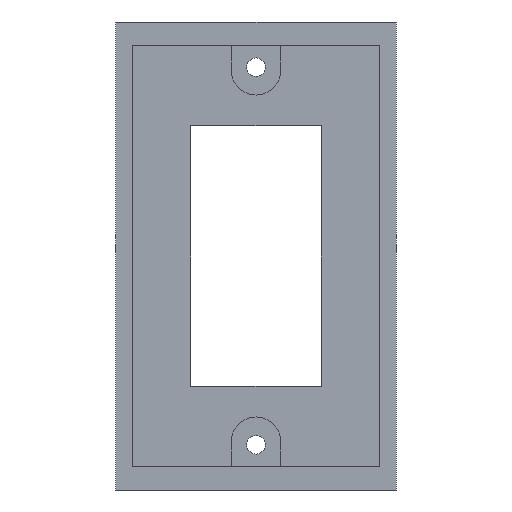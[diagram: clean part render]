
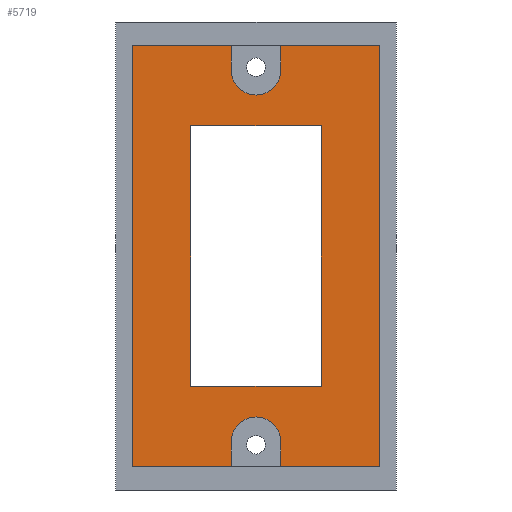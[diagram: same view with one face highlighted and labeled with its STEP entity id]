
A CAD part, left-side view. The second image highlights one B-rep face of the part: STEP entity #5719.
In plain terms, the highlighted planar face has unit normal (-1, 0, 0).
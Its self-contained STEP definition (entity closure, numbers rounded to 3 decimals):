
#33 = DIRECTION ( 'NONE',  ( 0., -1., 0. ) ) ;
#176 = CARTESIAN_POINT ( 'NONE',  ( 4.763, 6.35, -47.625 ) ) ;
#286 = LINE ( 'NONE', #920, #862 ) ;
#328 = EDGE_CURVE ( 'NONE', #6772, #3491, #4161, .T. ) ;
#579 = CARTESIAN_POINT ( 'NONE',  ( 4.762, 0., -41.275 ) ) ;
#862 = VECTOR ( 'NONE', #2121, 1000. ) ;
#900 = VECTOR ( 'NONE', #5846, 1000. ) ;
#920 = CARTESIAN_POINT ( 'NONE',  ( 4.762, -6.35, 47.625 ) ) ;
#930 = VECTOR ( 'NONE', #5709, 1000. ) ;
#1044 = VERTEX_POINT ( 'NONE', #3566 ) ;
#1136 = DIRECTION ( 'NONE',  ( 0., 0., -1. ) ) ;
#1170 = CARTESIAN_POINT ( 'NONE',  ( 4.762, 0., -47.625 ) ) ;
#1181 = ORIENTED_EDGE ( 'NONE', *, *, #2189, .T. ) ;
#1182 = CARTESIAN_POINT ( 'NONE',  ( 4.763, -31.75, 53.975 ) ) ;
#1216 = EDGE_CURVE ( 'NONE', #6833, #5880, #6334, .T. ) ;
#1237 = EDGE_CURVE ( 'NONE', #1044, #4466, #5691, .T. ) ;
#1318 = CARTESIAN_POINT ( 'NONE',  ( 4.763, -31.75, 53.975 ) ) ;
#1561 = EDGE_CURVE ( 'NONE', #3628, #5337, #286, .T. ) ;
#1573 = DIRECTION ( 'NONE',  ( 0., 0., -1. ) ) ;
#1616 = LINE ( 'NONE', #5395, #1934 ) ;
#1673 = DIRECTION ( 'NONE',  ( 0., 0., 1. ) ) ;
#1687 = ORIENTED_EDGE ( 'NONE', *, *, #4708, .T. ) ;
#1730 = CARTESIAN_POINT ( 'NONE',  ( 4.763, -16.669, 33.338 ) ) ;
#1760 = VECTOR ( 'NONE', #1136, 1000. ) ;
#1934 = VECTOR ( 'NONE', #4068, 1000. ) ;
#2076 = ORIENTED_EDGE ( 'NONE', *, *, #4442, .F. ) ;
#2089 = EDGE_CURVE ( 'NONE', #6820, #5960, #5685, .T. ) ;
#2121 = DIRECTION ( 'NONE',  ( 0., 0., -1. ) ) ;
#2189 = EDGE_CURVE ( 'NONE', #5960, #2444, #2287, .T. ) ;
#2287 = LINE ( 'NONE', #7884, #3250 ) ;
#2331 = DIRECTION ( 'NONE',  ( 0., 0., 1. ) ) ;
#2358 = PLANE ( 'NONE',  #4355 ) ;
#2444 = VERTEX_POINT ( 'NONE', #3901 ) ;
#2620 = CARTESIAN_POINT ( 'NONE',  ( 4.763, 31.75, 53.975 ) ) ;
#2763 = EDGE_LOOP ( 'NONE', ( #4555, #7776, #2076, #6879 ) ) ;
#2948 = VERTEX_POINT ( 'NONE', #6314 ) ;
#3024 = LINE ( 'NONE', #1182, #7799 ) ;
#3027 = ORIENTED_EDGE ( 'NONE', *, *, #3132, .F. ) ;
#3028 = EDGE_CURVE ( 'NONE', #5797, #2948, #5752, .T. ) ;
#3070 = VECTOR ( 'NONE', #33, 1000. ) ;
#3132 = EDGE_CURVE ( 'NONE', #4423, #3452, #3454, .T. ) ;
#3156 = CARTESIAN_POINT ( 'NONE',  ( 4.762, 0., 47.625 ) ) ;
#3250 = VECTOR ( 'NONE', #6023, 1000. ) ;
#3266 = LINE ( 'NONE', #5029, #3959 ) ;
#3279 = CARTESIAN_POINT ( 'NONE',  ( 4.762, 6.35, -47.625 ) ) ;
#3286 = ORIENTED_EDGE ( 'NONE', *, *, #1561, .T. ) ;
#3307 = ORIENTED_EDGE ( 'NONE', *, *, #5506, .F. ) ;
#3337 = ORIENTED_EDGE ( 'NONE', *, *, #328, .T. ) ;
#3452 = VERTEX_POINT ( 'NONE', #4979 ) ;
#3454 = LINE ( 'NONE', #5904, #7227 ) ;
#3491 = VERTEX_POINT ( 'NONE', #7558 ) ;
#3537 = CARTESIAN_POINT ( 'NONE',  ( 4.763, -6.35, -47.625 ) ) ;
#3566 = CARTESIAN_POINT ( 'NONE',  ( 4.763, 6.35, -53.975 ) ) ;
#3625 = EDGE_CURVE ( 'NONE', #7723, #6833, #6637, .T. ) ;
#3628 = VERTEX_POINT ( 'NONE', #7285 ) ;
#3657 = DIRECTION ( 'NONE',  ( 1., 0., 0. ) ) ;
#3681 = VECTOR ( 'NONE', #1673, 1000. ) ;
#3773 = DIRECTION ( 'NONE',  ( 1., 0., 0. ) ) ;
#3888 = DIRECTION ( 'NONE',  ( 0., 1., 0. ) ) ;
#3901 = CARTESIAN_POINT ( 'NONE',  ( 4.763, -6.35, -53.975 ) ) ;
#3924 = CARTESIAN_POINT ( 'NONE',  ( 4.762, -6.35, 47.625 ) ) ;
#3950 = CARTESIAN_POINT ( 'NONE',  ( 4.763, 31.75, -53.975 ) ) ;
#3959 = VECTOR ( 'NONE', #5071, 1000. ) ;
#3962 = CARTESIAN_POINT ( 'NONE',  ( 4.762, 0., -47.625 ) ) ;
#4068 = DIRECTION ( 'NONE',  ( 0., 1., 0. ) ) ;
#4161 = LINE ( 'NONE', #6603, #3681 ) ;
#4303 = EDGE_CURVE ( 'NONE', #2948, #3491, #3024, .T. ) ;
#4355 = AXIS2_PLACEMENT_3D ( 'NONE', #7823, #6004, #7261 ) ;
#4369 = CIRCLE ( 'NONE', #5782, 6.35 ) ;
#4376 = DIRECTION ( 'NONE',  ( 0., 0., -1. ) ) ;
#4423 = VERTEX_POINT ( 'NONE', #6395 ) ;
#4442 = EDGE_CURVE ( 'NONE', #4790, #5880, #3266, .T. ) ;
#4456 = VECTOR ( 'NONE', #5727, 1000. ) ;
#4466 = VERTEX_POINT ( 'NONE', #176 ) ;
#4555 = ORIENTED_EDGE ( 'NONE', *, *, #3625, .T. ) ;
#4558 = EDGE_CURVE ( 'NONE', #7723, #4790, #1616, .T. ) ;
#4689 = FACE_OUTER_BOUND ( 'NONE', #6190, .T. ) ;
#4708 = EDGE_CURVE ( 'NONE', #5337, #6772, #4369, .T. ) ;
#4756 = CIRCLE ( 'NONE', #7454, 6.35 ) ;
#4790 = VERTEX_POINT ( 'NONE', #4933 ) ;
#4829 = LINE ( 'NONE', #7280, #7180 ) ;
#4933 = CARTESIAN_POINT ( 'NONE',  ( 4.763, 16.669, 33.338 ) ) ;
#4979 = CARTESIAN_POINT ( 'NONE',  ( 4.763, -31.75, -53.975 ) ) ;
#5029 = CARTESIAN_POINT ( 'NONE',  ( 4.763, 16.669, 0. ) ) ;
#5042 = AXIS2_PLACEMENT_3D ( 'NONE', #1170, #3657, #2331 ) ;
#5071 = DIRECTION ( 'NONE',  ( 0., 0., -1. ) ) ;
#5131 = LINE ( 'NONE', #5208, #900 ) ;
#5208 = CARTESIAN_POINT ( 'NONE',  ( 4.763, -31.75, -53.975 ) ) ;
#5237 = DIRECTION ( 'NONE',  ( 1., 0., 0. ) ) ;
#5306 = ORIENTED_EDGE ( 'NONE', *, *, #4303, .F. ) ;
#5337 = VERTEX_POINT ( 'NONE', #3924 ) ;
#5395 = CARTESIAN_POINT ( 'NONE',  ( 4.763, 0., 33.338 ) ) ;
#5506 = EDGE_CURVE ( 'NONE', #1044, #5797, #5131, .T. ) ;
#5535 = LINE ( 'NONE', #1318, #3070 ) ;
#5685 = CIRCLE ( 'NONE', #5042, 6.35 ) ;
#5691 = LINE ( 'NONE', #3279, #4456 ) ;
#5709 = DIRECTION ( 'NONE',  ( 0., 0., 1. ) ) ;
#5719 = ADVANCED_FACE ( 'NONE', ( #7868, #4689 ), #2358, .F. ) ;
#5727 = DIRECTION ( 'NONE',  ( 0., 0., 1. ) ) ;
#5752 = LINE ( 'NONE', #2620, #930 ) ;
#5782 = AXIS2_PLACEMENT_3D ( 'NONE', #3156, #3773, #4376 ) ;
#5797 = VERTEX_POINT ( 'NONE', #3950 ) ;
#5846 = DIRECTION ( 'NONE',  ( 0., 1., 0. ) ) ;
#5880 = VERTEX_POINT ( 'NONE', #6996 ) ;
#5904 = CARTESIAN_POINT ( 'NONE',  ( 4.763, -31.75, 53.975 ) ) ;
#5960 = VERTEX_POINT ( 'NONE', #3537 ) ;
#6004 = DIRECTION ( 'NONE',  ( 1., 0., 0. ) ) ;
#6023 = DIRECTION ( 'NONE',  ( 0., 0., -1. ) ) ;
#6190 = EDGE_LOOP ( 'NONE', ( #3337, #5306, #6725, #3307, #6997, #6598, #6427, #1181, #7539, #3027, #7590, #3286, #1687 ) ) ;
#6232 = DIRECTION ( 'NONE',  ( 0., -1., 0. ) ) ;
#6314 = CARTESIAN_POINT ( 'NONE',  ( 4.763, 31.75, 53.975 ) ) ;
#6334 = LINE ( 'NONE', #7058, #7669 ) ;
#6395 = CARTESIAN_POINT ( 'NONE',  ( 4.763, -31.75, 53.975 ) ) ;
#6404 = DIRECTION ( 'NONE',  ( 0., 0., 1. ) ) ;
#6427 = ORIENTED_EDGE ( 'NONE', *, *, #2089, .T. ) ;
#6598 = ORIENTED_EDGE ( 'NONE', *, *, #6609, .T. ) ;
#6600 = CARTESIAN_POINT ( 'NONE',  ( 4.763, -16.669, -33.337 ) ) ;
#6603 = CARTESIAN_POINT ( 'NONE',  ( 4.762, 6.35, 47.625 ) ) ;
#6609 = EDGE_CURVE ( 'NONE', #4466, #6820, #4756, .T. ) ;
#6637 = LINE ( 'NONE', #7857, #1760 ) ;
#6725 = ORIENTED_EDGE ( 'NONE', *, *, #3028, .F. ) ;
#6772 = VERTEX_POINT ( 'NONE', #7371 ) ;
#6820 = VERTEX_POINT ( 'NONE', #579 ) ;
#6833 = VERTEX_POINT ( 'NONE', #6600 ) ;
#6879 = ORIENTED_EDGE ( 'NONE', *, *, #4558, .F. ) ;
#6996 = CARTESIAN_POINT ( 'NONE',  ( 4.763, 16.669, -33.337 ) ) ;
#6997 = ORIENTED_EDGE ( 'NONE', *, *, #1237, .T. ) ;
#7058 = CARTESIAN_POINT ( 'NONE',  ( 4.763, 0., -33.337 ) ) ;
#7180 = VECTOR ( 'NONE', #7206, 1000. ) ;
#7206 = DIRECTION ( 'NONE',  ( 0., 1., 0. ) ) ;
#7227 = VECTOR ( 'NONE', #1573, 1000. ) ;
#7261 = DIRECTION ( 'NONE',  ( 0., 0., -1. ) ) ;
#7280 = CARTESIAN_POINT ( 'NONE',  ( 4.763, -31.75, -53.975 ) ) ;
#7285 = CARTESIAN_POINT ( 'NONE',  ( 4.762, -6.35, 53.975 ) ) ;
#7314 = EDGE_CURVE ( 'NONE', #3452, #2444, #4829, .T. ) ;
#7371 = CARTESIAN_POINT ( 'NONE',  ( 4.762, 6.35, 47.625 ) ) ;
#7454 = AXIS2_PLACEMENT_3D ( 'NONE', #3962, #5237, #6404 ) ;
#7539 = ORIENTED_EDGE ( 'NONE', *, *, #7314, .F. ) ;
#7558 = CARTESIAN_POINT ( 'NONE',  ( 4.762, 6.35, 53.975 ) ) ;
#7590 = ORIENTED_EDGE ( 'NONE', *, *, #7785, .F. ) ;
#7669 = VECTOR ( 'NONE', #3888, 1000. ) ;
#7723 = VERTEX_POINT ( 'NONE', #1730 ) ;
#7776 = ORIENTED_EDGE ( 'NONE', *, *, #1216, .T. ) ;
#7785 = EDGE_CURVE ( 'NONE', #3628, #4423, #5535, .T. ) ;
#7799 = VECTOR ( 'NONE', #6232, 1000. ) ;
#7823 = CARTESIAN_POINT ( 'NONE',  ( 4.763, 0., 0. ) ) ;
#7857 = CARTESIAN_POINT ( 'NONE',  ( 4.763, -16.669, 0. ) ) ;
#7868 = FACE_BOUND ( 'NONE', #2763, .T. ) ;
#7884 = CARTESIAN_POINT ( 'NONE',  ( 4.762, -6.35, -47.625 ) ) ;
